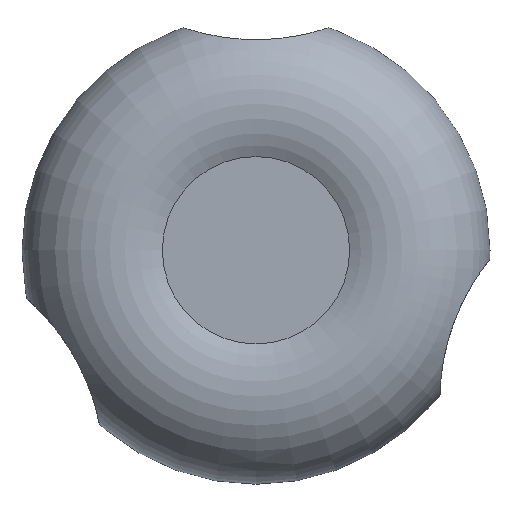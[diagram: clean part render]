
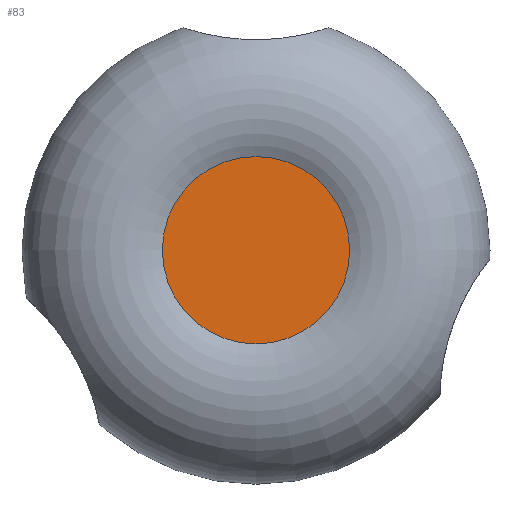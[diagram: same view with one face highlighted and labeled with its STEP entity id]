
A CAD part, top view. The second image highlights one B-rep face of the part: STEP entity #83.
In plain terms, the highlighted planar face has unit normal (0, 0, 1).
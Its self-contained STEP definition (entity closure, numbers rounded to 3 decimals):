
#83 = ADVANCED_FACE( '', ( #199 ), #200, .F. );
#199 = FACE_OUTER_BOUND( '', #353, .T. );
#200 = PLANE( '', #354 );
#353 = EDGE_LOOP( '', ( #529 ) );
#354 = AXIS2_PLACEMENT_3D( '', #530, #531, #532 );
#529 = ORIENTED_EDGE( '', *, *, #845, .T. );
#530 = CARTESIAN_POINT( '', ( 0., 10., 31.66 ) );
#531 = DIRECTION( '', ( 0., 0., -1. ) );
#532 = DIRECTION( '', ( 0., 1., 0. ) );
#845 = EDGE_CURVE( '', #995, #995, #996, .T. );
#995 = VERTEX_POINT( '', #1513 );
#996 = CIRCLE( '', #1514, 10. );
#1513 = CARTESIAN_POINT( '', ( 0., -10., 31.66 ) );
#1514 = AXIS2_PLACEMENT_3D( '', #2018, #2019, #2020 );
#2018 = CARTESIAN_POINT( '', ( 0., 0., 31.66 ) );
#2019 = DIRECTION( '', ( 0., 0., 1. ) );
#2020 = DIRECTION( '', ( 0., -1., 0. ) );
